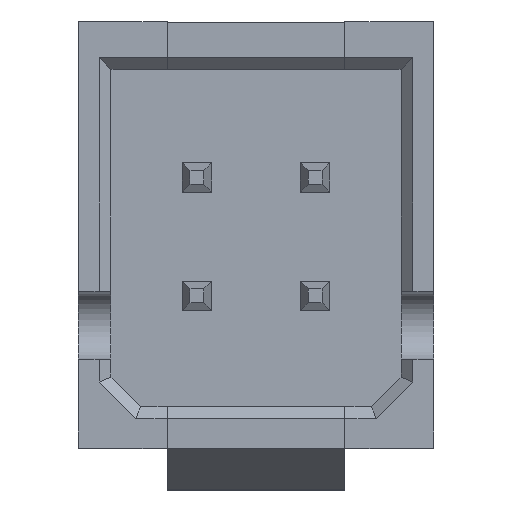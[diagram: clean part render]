
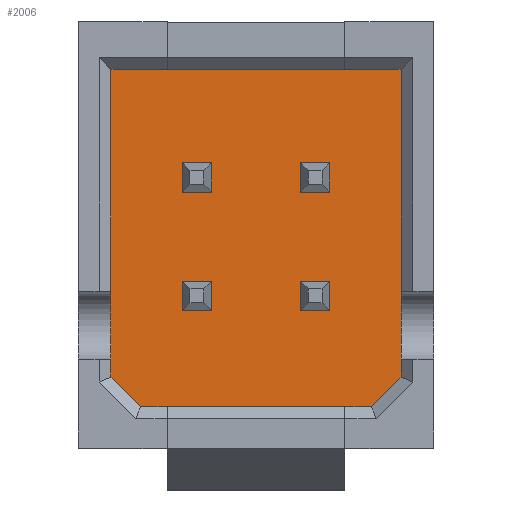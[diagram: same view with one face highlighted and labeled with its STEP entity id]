
A CAD part, top view. The second image highlights one B-rep face of the part: STEP entity #2006.
In plain terms, the highlighted planar face has unit normal (0, 0, 1).
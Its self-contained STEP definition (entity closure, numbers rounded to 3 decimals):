
#337=DIRECTION('',(0.,-1.,0.));
#338=VECTOR('',#337,0.5);
#339=CARTESIAN_POINT('',(0.75,1.23,1.6));
#340=LINE('',#339,#338);
#341=DIRECTION('',(1.,0.,0.));
#342=VECTOR('',#341,0.5);
#343=CARTESIAN_POINT('',(0.75,0.73,1.6));
#344=LINE('',#343,#342);
#345=DIRECTION('',(0.,1.,0.));
#346=VECTOR('',#345,0.5);
#347=CARTESIAN_POINT('',(1.25,0.73,1.6));
#348=LINE('',#347,#346);
#349=DIRECTION('',(-1.,0.,0.));
#350=VECTOR('',#349,0.5);
#351=CARTESIAN_POINT('',(1.25,1.23,1.6));
#352=LINE('',#351,#350);
#353=DIRECTION('',(0.,-1.,0.));
#354=VECTOR('',#353,0.5);
#355=CARTESIAN_POINT('',(0.75,-0.77,1.6));
#356=LINE('',#355,#354);
#357=DIRECTION('',(1.,0.,0.));
#358=VECTOR('',#357,0.5);
#359=CARTESIAN_POINT('',(0.75,-1.27,1.6));
#360=LINE('',#359,#358);
#361=DIRECTION('',(0.,1.,0.));
#362=VECTOR('',#361,0.5);
#363=CARTESIAN_POINT('',(1.25,-1.27,1.6));
#364=LINE('',#363,#362);
#365=DIRECTION('',(-1.,0.,0.));
#366=VECTOR('',#365,0.5);
#367=CARTESIAN_POINT('',(1.25,-0.77,1.6));
#368=LINE('',#367,#366);
#369=DIRECTION('',(0.,-1.,0.));
#370=VECTOR('',#369,0.5);
#371=CARTESIAN_POINT('',(-1.25,1.23,1.6));
#372=LINE('',#371,#370);
#373=DIRECTION('',(1.,0.,0.));
#374=VECTOR('',#373,0.5);
#375=CARTESIAN_POINT('',(-1.25,0.73,1.6));
#376=LINE('',#375,#374);
#377=DIRECTION('',(0.,1.,0.));
#378=VECTOR('',#377,0.5);
#379=CARTESIAN_POINT('',(-0.75,0.73,1.6));
#380=LINE('',#379,#378);
#381=DIRECTION('',(-1.,0.,0.));
#382=VECTOR('',#381,0.5);
#383=CARTESIAN_POINT('',(-0.75,1.23,1.6));
#384=LINE('',#383,#382);
#385=DIRECTION('',(0.,-1.,0.));
#386=VECTOR('',#385,0.5);
#387=CARTESIAN_POINT('',(-1.25,-0.77,1.6));
#388=LINE('',#387,#386);
#389=DIRECTION('',(1.,0.,0.));
#390=VECTOR('',#389,0.5);
#391=CARTESIAN_POINT('',(-1.25,-1.27,1.6));
#392=LINE('',#391,#390);
#393=DIRECTION('',(0.,1.,0.));
#394=VECTOR('',#393,0.5);
#395=CARTESIAN_POINT('',(-0.75,-1.27,1.6));
#396=LINE('',#395,#394);
#397=DIRECTION('',(-1.,0.,0.));
#398=VECTOR('',#397,0.5);
#399=CARTESIAN_POINT('',(-0.75,-0.77,1.6));
#400=LINE('',#399,#398);
#401=DIRECTION('',(0.707,-0.707,0.));
#402=VECTOR('',#401,0.707);
#403=CARTESIAN_POINT('',(-2.45,-2.4,1.6));
#404=LINE('',#403,#402);
#405=DIRECTION('',(0.,-1.,0.));
#406=VECTOR('',#405,5.2);
#407=CARTESIAN_POINT('',(-2.45,2.8,1.6));
#408=LINE('',#407,#406);
#409=DIRECTION('',(-1.,0.,0.));
#410=VECTOR('',#409,4.9);
#411=CARTESIAN_POINT('',(2.45,2.8,1.6));
#412=LINE('',#411,#410);
#413=DIRECTION('',(0.,1.,0.));
#414=VECTOR('',#413,5.2);
#415=CARTESIAN_POINT('',(2.45,-2.4,1.6));
#416=LINE('',#415,#414);
#417=DIRECTION('',(0.707,0.707,0.));
#418=VECTOR('',#417,0.707);
#419=CARTESIAN_POINT('',(1.95,-2.9,1.6));
#420=LINE('',#419,#418);
#421=DIRECTION('',(1.,0.,0.));
#422=VECTOR('',#421,3.9);
#423=CARTESIAN_POINT('',(-1.95,-2.9,1.6));
#424=LINE('',#423,#422);
#1202=CARTESIAN_POINT('',(2.45,2.8,1.6));
#1203=CARTESIAN_POINT('',(-2.45,2.8,1.6));
#1204=VERTEX_POINT('',#1202);
#1205=VERTEX_POINT('',#1203);
#1290=CARTESIAN_POINT('',(0.75,1.23,1.6));
#1291=CARTESIAN_POINT('',(0.75,0.73,1.6));
#1292=VERTEX_POINT('',#1290);
#1293=VERTEX_POINT('',#1291);
#1294=CARTESIAN_POINT('',(1.25,0.73,1.6));
#1295=VERTEX_POINT('',#1294);
#1296=CARTESIAN_POINT('',(1.25,1.23,1.6));
#1297=VERTEX_POINT('',#1296);
#1298=CARTESIAN_POINT('',(0.75,-0.77,1.6));
#1299=CARTESIAN_POINT('',(0.75,-1.27,1.6));
#1300=VERTEX_POINT('',#1298);
#1301=VERTEX_POINT('',#1299);
#1302=CARTESIAN_POINT('',(1.25,-1.27,1.6));
#1303=VERTEX_POINT('',#1302);
#1304=CARTESIAN_POINT('',(1.25,-0.77,1.6));
#1305=VERTEX_POINT('',#1304);
#1450=CARTESIAN_POINT('',(-1.25,1.23,1.6));
#1451=CARTESIAN_POINT('',(-1.25,0.73,1.6));
#1452=VERTEX_POINT('',#1450);
#1453=VERTEX_POINT('',#1451);
#1454=CARTESIAN_POINT('',(-0.75,0.73,1.6));
#1455=VERTEX_POINT('',#1454);
#1456=CARTESIAN_POINT('',(-0.75,1.23,1.6));
#1457=VERTEX_POINT('',#1456);
#1458=CARTESIAN_POINT('',(-1.25,-0.77,1.6));
#1459=CARTESIAN_POINT('',(-1.25,-1.27,1.6));
#1460=VERTEX_POINT('',#1458);
#1461=VERTEX_POINT('',#1459);
#1462=CARTESIAN_POINT('',(-0.75,-1.27,1.6));
#1463=VERTEX_POINT('',#1462);
#1464=CARTESIAN_POINT('',(-0.75,-0.77,1.6));
#1465=VERTEX_POINT('',#1464);
#1482=CARTESIAN_POINT('',(-2.45,-2.4,1.6));
#1483=CARTESIAN_POINT('',(-1.95,-2.9,1.6));
#1484=VERTEX_POINT('',#1482);
#1485=VERTEX_POINT('',#1483);
#1486=CARTESIAN_POINT('',(1.95,-2.9,1.6));
#1487=CARTESIAN_POINT('',(2.45,-2.4,1.6));
#1488=VERTEX_POINT('',#1486);
#1489=VERTEX_POINT('',#1487);
#1949=CARTESIAN_POINT('',(0.,0.,1.6));
#1950=DIRECTION('',(0.,0.,1.));
#1951=DIRECTION('',(1.,0.,0.));
#1952=AXIS2_PLACEMENT_3D('',#1949,#1950,#1951);
#1953=PLANE('',#1952);
#1955=ORIENTED_EDGE('',*,*,#1954,.F.);
#1956=ORIENTED_EDGE('',*,*,#1935,.F.);
#1957=ORIENTED_EDGE('',*,*,#1771,.F.);
#1959=ORIENTED_EDGE('',*,*,#1958,.F.);
#1961=ORIENTED_EDGE('',*,*,#1960,.F.);
#1963=ORIENTED_EDGE('',*,*,#1962,.F.);
#1964=EDGE_LOOP('',(#1955,#1956,#1957,#1959,#1961,#1963));
#1965=FACE_OUTER_BOUND('',#1964,.F.);
#1967=ORIENTED_EDGE('',*,*,#1966,.T.);
#1969=ORIENTED_EDGE('',*,*,#1968,.T.);
#1971=ORIENTED_EDGE('',*,*,#1970,.T.);
#1973=ORIENTED_EDGE('',*,*,#1972,.T.);
#1974=EDGE_LOOP('',(#1967,#1969,#1971,#1973));
#1975=FACE_BOUND('',#1974,.F.);
#1977=ORIENTED_EDGE('',*,*,#1976,.T.);
#1979=ORIENTED_EDGE('',*,*,#1978,.T.);
#1981=ORIENTED_EDGE('',*,*,#1980,.T.);
#1983=ORIENTED_EDGE('',*,*,#1982,.T.);
#1984=EDGE_LOOP('',(#1977,#1979,#1981,#1983));
#1985=FACE_BOUND('',#1984,.F.);
#1987=ORIENTED_EDGE('',*,*,#1986,.T.);
#1989=ORIENTED_EDGE('',*,*,#1988,.T.);
#1991=ORIENTED_EDGE('',*,*,#1990,.T.);
#1993=ORIENTED_EDGE('',*,*,#1992,.T.);
#1994=EDGE_LOOP('',(#1987,#1989,#1991,#1993));
#1995=FACE_BOUND('',#1994,.F.);
#1997=ORIENTED_EDGE('',*,*,#1996,.T.);
#1999=ORIENTED_EDGE('',*,*,#1998,.T.);
#2001=ORIENTED_EDGE('',*,*,#2000,.T.);
#2003=ORIENTED_EDGE('',*,*,#2002,.T.);
#2004=EDGE_LOOP('',(#1997,#1999,#2001,#2003));
#2005=FACE_BOUND('',#2004,.F.);
#1771=EDGE_CURVE('',#1204,#1205,#412,.T.);
#1935=EDGE_CURVE('',#1205,#1484,#408,.T.);
#1954=EDGE_CURVE('',#1484,#1485,#404,.T.);
#1958=EDGE_CURVE('',#1489,#1204,#416,.T.);
#1960=EDGE_CURVE('',#1488,#1489,#420,.T.);
#1962=EDGE_CURVE('',#1485,#1488,#424,.T.);
#1966=EDGE_CURVE('',#1300,#1301,#356,.T.);
#1968=EDGE_CURVE('',#1301,#1303,#360,.T.);
#1970=EDGE_CURVE('',#1303,#1305,#364,.T.);
#1972=EDGE_CURVE('',#1305,#1300,#368,.T.);
#1976=EDGE_CURVE('',#1452,#1453,#372,.T.);
#1978=EDGE_CURVE('',#1453,#1455,#376,.T.);
#1980=EDGE_CURVE('',#1455,#1457,#380,.T.);
#1982=EDGE_CURVE('',#1457,#1452,#384,.T.);
#1986=EDGE_CURVE('',#1460,#1461,#388,.T.);
#1988=EDGE_CURVE('',#1461,#1463,#392,.T.);
#1990=EDGE_CURVE('',#1463,#1465,#396,.T.);
#1992=EDGE_CURVE('',#1465,#1460,#400,.T.);
#1996=EDGE_CURVE('',#1292,#1293,#340,.T.);
#1998=EDGE_CURVE('',#1293,#1295,#344,.T.);
#2000=EDGE_CURVE('',#1295,#1297,#348,.T.);
#2002=EDGE_CURVE('',#1297,#1292,#352,.T.);
#2006=ADVANCED_FACE('',(#1965,#1975,#1985,#1995,#2005),#1953,.T.);
